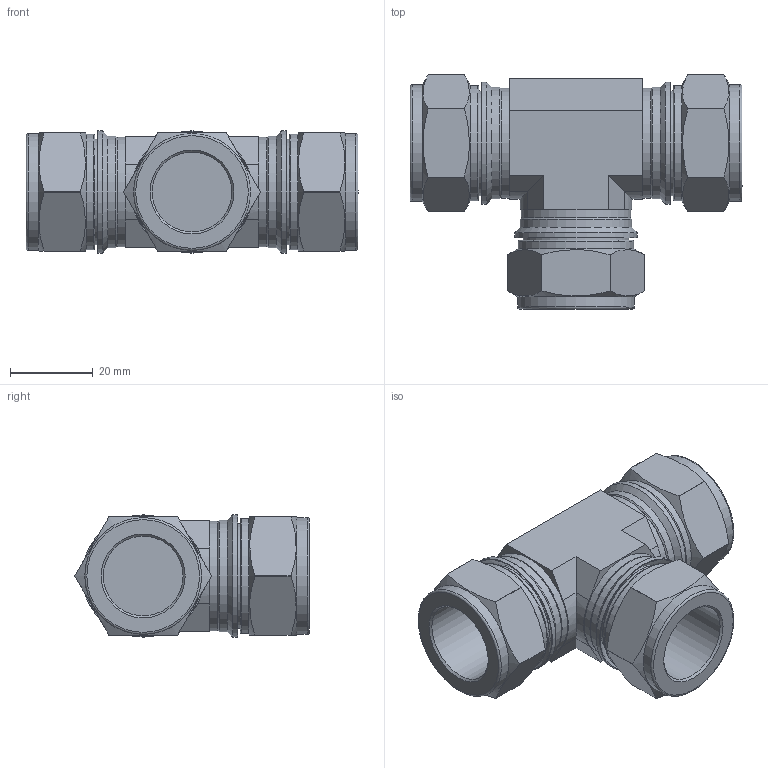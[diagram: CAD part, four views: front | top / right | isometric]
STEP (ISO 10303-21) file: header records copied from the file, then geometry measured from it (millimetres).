
FILE_DESCRIPTION(/* description */ (''),/* implementation_level */ '2;1');
FILE_NAME(/* name */ 'SUTI-12.stp',/* time_stamp */ '2022-07-11T09:52:18+09:00',/* author */ ('user'),/* organization */ (''),/* preprocessor_version */ 'ST-DEVELOPER v18.1',/* originating_system */ 'Autodesk Inventor 2022',/* authorisation */ '');
FILE_SCHEMA (('AUTOMOTIVE_DESIGN { 1 0 10303 214 3 1 1 }'));
Length unit declared in the file: millimetre
Products named in the file (1): SUT-12
Bounding box: 80.14 x 56.57 x 29.5 mm (x, y, z)
Volume: 47215.3 mm3; surface area: 19521.4 mm2
Topology: 1 solids, 1 shells, 130 faces, 299 edges, 189 vertices
Faces by surface type: plane 51, cylinder 49, cone 24, torus 6
Full cylindrical faces by diameter (mm): 19.25 x3, 23.8 x3, 24.2 x3, 25.4 x3, 26.5 x3, 26.9 x3, 27.8 x3, 28.2 x3, 29.5 x3
Entity records: 3695 total; most frequent: CARTESIAN_POINT 691, DIRECTION 660, ORIENTED_EDGE 598, EDGE_CURVE 299, AXIS2_PLACEMENT_3D 266, VERTEX_POINT 189, EDGE_LOOP 148, CIRCLE 133
